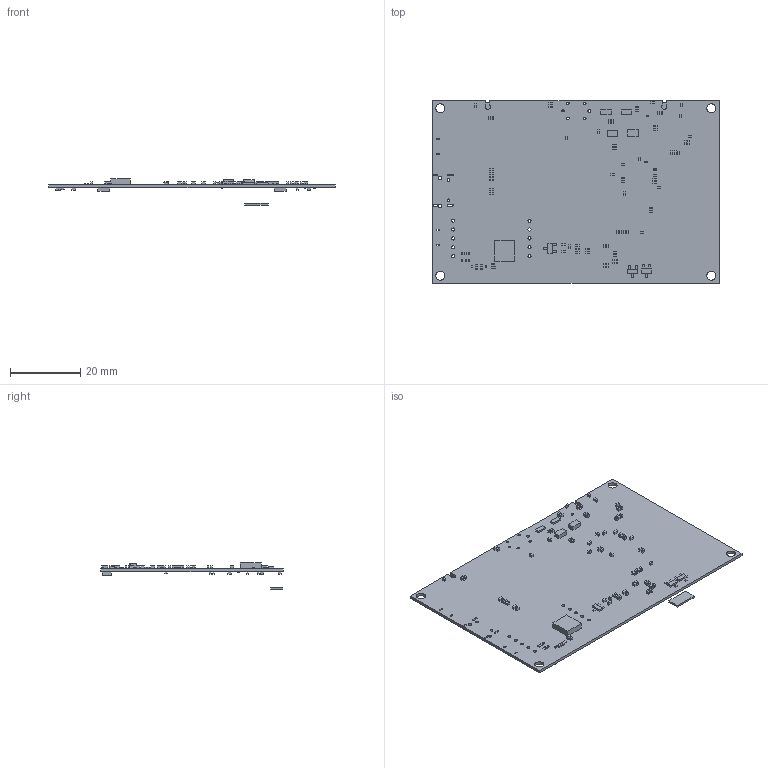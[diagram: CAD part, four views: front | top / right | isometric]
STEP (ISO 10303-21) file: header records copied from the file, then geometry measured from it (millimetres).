
FILE_DESCRIPTION(('Open CASCADE Model'),'2;1');
FILE_NAME('Open CASCADE Shape Model','2026-01-16T16:36:03',('Author'),( 'Open CASCADE'),'Open CASCADE STEP processor 6.8','Open CASCADE 6.8' ,'Unknown');
FILE_SCHEMA(('AUTOMOTIVE_DESIGN { 1 0 10303 214 1 1 1 1 }'));
Length unit declared in the file: millimetre
Products named in the file (146): PCB; Board; C125; User_Library-Chip_Cap_MLCC_0201_(0603); C124; R62; 885267144; Extruded; R61; 885267280; R60; R59; R57; P4; 885283736; R101; R100; C110; CAPC1608(0603); R51; R53; R25; R36; R29; R28; R27; R20; R19; R18; R17; R15; R12; R10; R9; R8; R7; R5; R4; 687357840; R3 ...
Assembly tree (247 placements, depth 4):
  PCB
    Board
    C125
      User_Library-Chip_Cap_MLCC_0201_(0603)
    C124
      User_Library-Chip_Cap_MLCC_0201_(0603)
    R62
      885267144
        Extruded
    R61
      885267280
        Extruded
    R60
      885267280
        Extruded
    R59
      885267280
        Extruded
    R57
      885267280
        Extruded
    P4
      885283736
        Extruded
    R101
      885267280
        Extruded
    R100
      885267280
        Extruded
    C110
      CAPC1608(0603)
    R51
      885267280
        Extruded
    R53
      885267280
        Extruded
    R25
      885267144
        Extruded
    R36
      885267144
        Extruded
    R29
      885267280
        Extruded
    R28
      885267280
        Extruded
    R27
      885267280
        Extruded
    R20
      885267280
        Extruded
    R19
      885267280
        Extruded
    R18
Bounding box: 81.51 x 52 x 7.5 mm (x, y, z)
Volume: 3491.3 mm3; surface area: 9328.6 mm2
Topology: 124 solids, 124 shells, 1096 faces, 2390 edges, 1500 vertices
Faces by surface type: plane 846, cylinder 194, bspline 48, sphere 8
Full cylindrical faces by diameter (mm): 0.762 x2, 0.85 x1, 0.889 x10, 2.576 x4
Entity records: 26450 total; most frequent: CARTESIAN_POINT 8348, DIRECTION 3088, LINE 1534, VECTOR 1534, ORIENTED_EDGE 1380, PCURVE 1380, DEFINITIONAL_REPRESENTATION 1380, AXIS2_PLACEMENT_3D 722
